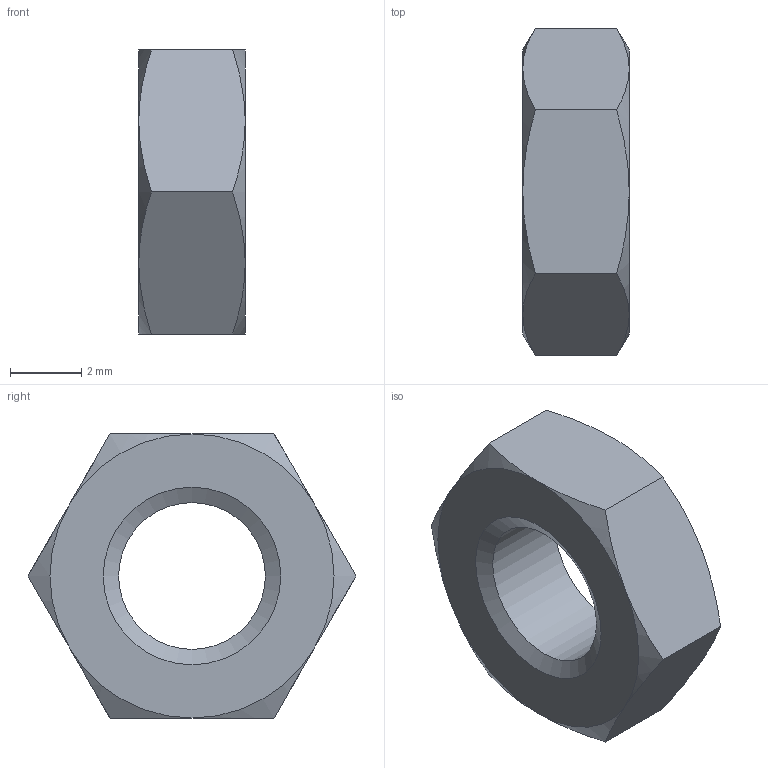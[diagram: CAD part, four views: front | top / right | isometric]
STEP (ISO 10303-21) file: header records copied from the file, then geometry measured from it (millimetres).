
FILE_DESCRIPTION(/* description */ ('Dadi esagonali metrici ISO, inclusi dadi sottili, dadi con intaglio e dadi a corona'),/* implementation_level */ '2;1');
FILE_NAME(/* name */ 'AS 1112 (4) - Metrico M5_ipt_900a0712.STEP',/* time_stamp */ '2020-02-10T12:18:25+01:00',/* author */ ('socci'),/* organization */ (''),/* preprocessor_version */ 'ST-DEVELOPER v18',/* originating_system */ 'Autodesk Inventor 2020',/* authorisation */ '');
FILE_SCHEMA (('AUTOMOTIVE_DESIGN { 1 0 10303 214 3 1 1 }'));
Length unit declared in the file: millimetre
Products named in the file (1): AS 1112 - M5(2)
Bounding box: 3 x 9.24 x 8 mm (x, y, z)
Volume: 123.4 mm3; surface area: 196.3 mm2
Topology: 1 solids, 1 shells, 23 faces, 50 edges, 29 vertices
Faces by surface type: cone 14, plane 8, cylinder 1
Full cylindrical faces by diameter (mm): 4.134 x1
Entity records: 638 total; most frequent: CARTESIAN_POINT 151, ORIENTED_EDGE 100, DIRECTION 91, EDGE_CURVE 50, AXIS2_PLACEMENT_3D 41, VERTEX_POINT 29, EDGE_LOOP 25, FACE_OUTER_BOUND 23
